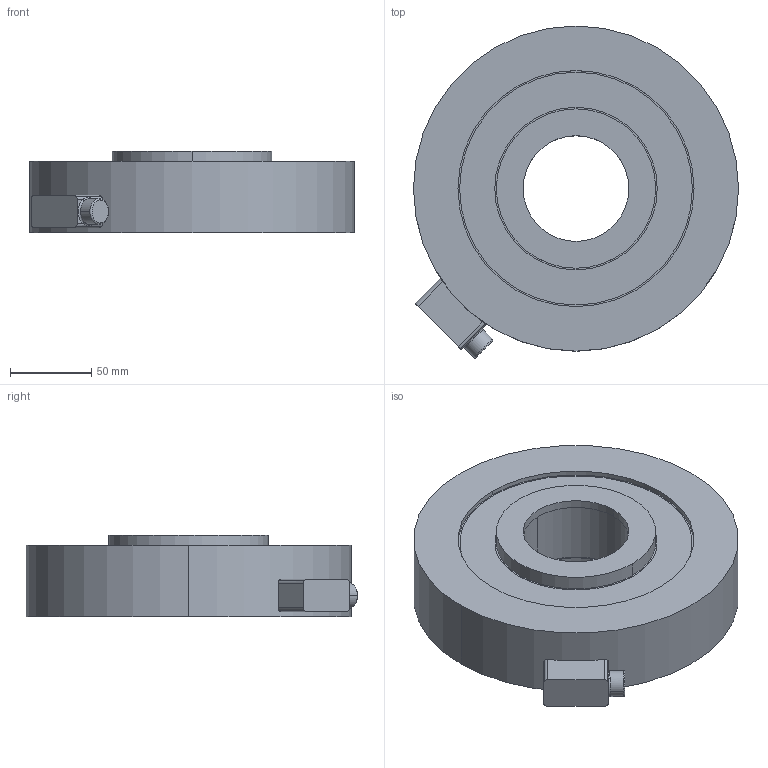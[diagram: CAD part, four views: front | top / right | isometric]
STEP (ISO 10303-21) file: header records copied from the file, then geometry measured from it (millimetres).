
FILE_DESCRIPTION(('STEP AP214'),'1');
FILE_NAME('C10_200.stp','2017-09-15T13:48:24',(' '),(' '),'Spatial InterOp 3D',' ',' ');
FILE_SCHEMA(('automotive_design'));
Length unit declared in the file: millimetre
Products named in the file (5): COP; Coperchio; C10_200; BOX; Body
Assembly tree (4 placements, depth 3):
  C10_200
    COP
      Coperchio
    BOX
    Body
Bounding box: 200 x 204.16 x 50 mm (x, y, z)
Volume: 1209794.2 mm3; surface area: 142518.1 mm2
Topology: 4 solids, 17 shells, 113 faces, 288 edges, 204 vertices
Faces by surface type: cylinder 68, plane 31, cone 8, torus 4, bspline 2
Entity records: 4916 total; most frequent: CARTESIAN_POINT 1033, DIRECTION 645, ORIENTED_EDGE 512, EDGE_CURVE 280, AXIS2_PLACEMENT_3D 272, VERTEX_POINT 204, CIRCLE 155, EDGE_LOOP 138
